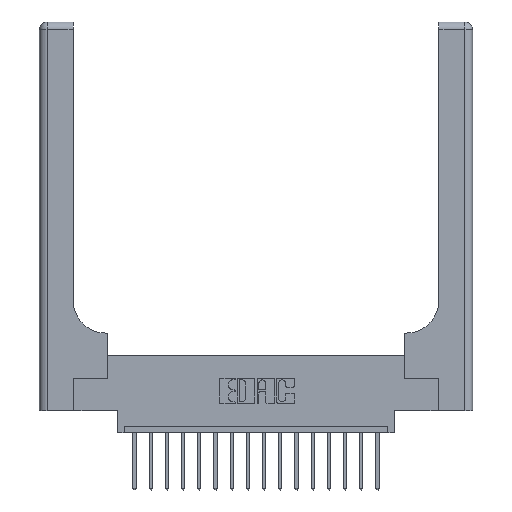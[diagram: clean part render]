
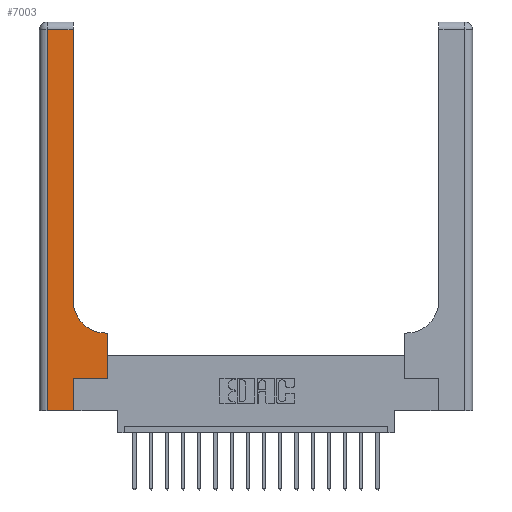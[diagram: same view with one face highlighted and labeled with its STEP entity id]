
A CAD part, top view. The second image highlights one B-rep face of the part: STEP entity #7003.
In plain terms, the highlighted planar face has unit normal (0, 0, 1).
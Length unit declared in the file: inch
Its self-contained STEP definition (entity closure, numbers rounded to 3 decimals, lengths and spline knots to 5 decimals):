
#116 = CARTESIAN_POINT ( 'NONE',  ( 0.06, 2.94, 0.37 ) ) ;
#341 = DIRECTION ( 'NONE',  ( 0., 0., -1. ) ) ;
#676 = CARTESIAN_POINT ( 'NONE',  ( 0.528, 0.25, 0.37 ) ) ;
#685 = ORIENTED_EDGE ( 'NONE', *, *, #18593, .T. ) ;
#1147 = AXIS2_PLACEMENT_3D ( 'NONE', #13431, #341, #10336 ) ;
#1164 = VERTEX_POINT ( 'NONE', #7900 ) ;
#1236 = DIRECTION ( 'NONE',  ( 0., 0., -1. ) ) ;
#2342 = EDGE_CURVE ( 'NONE', #13359, #5196, #19128, .T. ) ;
#2465 = DIRECTION ( 'NONE',  ( 1., 0., 0. ) ) ;
#3065 = VERTEX_POINT ( 'NONE', #7543 ) ;
#3257 = ORIENTED_EDGE ( 'NONE', *, *, #10496, .T. ) ;
#3506 = VECTOR ( 'NONE', #5567, 39.37008 ) ;
#3532 = VECTOR ( 'NONE', #14261, 39.37008 ) ;
#3895 = EDGE_CURVE ( 'NONE', #5196, #1164, #7013, .T. ) ;
#4321 = EDGE_CURVE ( 'NONE', #10540, #13779, #8350, .T. ) ;
#4490 = CARTESIAN_POINT ( 'NONE',  ( 0., 0., 0.37 ) ) ;
#4802 = ORIENTED_EDGE ( 'NONE', *, *, #5117, .T. ) ;
#5090 = VERTEX_POINT ( 'NONE', #116 ) ;
#5117 = EDGE_CURVE ( 'NONE', #1164, #5090, #14856, .T. ) ;
#5196 = VERTEX_POINT ( 'NONE', #15249 ) ;
#5198 = CARTESIAN_POINT ( 'NONE',  ( 0.51, 0.6, 0.37 ) ) ;
#5201 = ORIENTED_EDGE ( 'NONE', *, *, #6088, .T. ) ;
#5264 = CARTESIAN_POINT ( 'NONE',  ( 0.265, 0., 0.37 ) ) ;
#5567 = DIRECTION ( 'NONE',  ( 0., 1., 0. ) ) ;
#5647 = DIRECTION ( 'NONE',  ( 0., 1., 0. ) ) ;
#5740 = CARTESIAN_POINT ( 'NONE',  ( 0.528, 0.25, 0.37 ) ) ;
#5852 = CARTESIAN_POINT ( 'NONE',  ( 0., 2.94, 0.37 ) ) ;
#6088 = EDGE_CURVE ( 'NONE', #5090, #3065, #11286, .T. ) ;
#6239 = DIRECTION ( 'NONE',  ( 1., 0., 0. ) ) ;
#7003 = ADVANCED_FACE ( 'NONE', ( #11619 ), #18802, .F. ) ;
#7013 = LINE ( 'NONE', #13123, #3506 ) ;
#7543 = CARTESIAN_POINT ( 'NONE',  ( 0.06, 0., 0.37 ) ) ;
#7793 = CARTESIAN_POINT ( 'NONE',  ( 0.265, 0.25, 0.37 ) ) ;
#7900 = CARTESIAN_POINT ( 'NONE',  ( 0.26, 2.94, 0.37 ) ) ;
#8203 = VERTEX_POINT ( 'NONE', #676 ) ;
#8350 = LINE ( 'NONE', #5264, #3532 ) ;
#8661 = CARTESIAN_POINT ( 'NONE',  ( 0.265, 0., 0.37 ) ) ;
#8707 = DIRECTION ( 'NONE',  ( -1., 0., 0. ) ) ;
#8902 = ORIENTED_EDGE ( 'NONE', *, *, #9176, .T. ) ;
#9032 = EDGE_CURVE ( 'NONE', #12595, #13359, #19048, .T. ) ;
#9176 = EDGE_CURVE ( 'NONE', #3065, #10540, #14848, .T. ) ;
#10199 = AXIS2_PLACEMENT_3D ( 'NONE', #14698, #1236, #8707 ) ;
#10336 = DIRECTION ( 'NONE',  ( 1., 0., 0. ) ) ;
#10496 = EDGE_CURVE ( 'NONE', #13779, #8203, #17392, .T. ) ;
#10540 = VERTEX_POINT ( 'NONE', #8661 ) ;
#11007 = DIRECTION ( 'NONE',  ( 0., -1., 0. ) ) ;
#11160 = VECTOR ( 'NONE', #5647, 39.37008 ) ;
#11286 = LINE ( 'NONE', #18468, #15712 ) ;
#11619 = FACE_OUTER_BOUND ( 'NONE', #17715, .T. ) ;
#11669 = CARTESIAN_POINT ( 'NONE',  ( 0.265, 0.25, 0.37 ) ) ;
#11847 = ORIENTED_EDGE ( 'NONE', *, *, #3895, .T. ) ;
#12371 = VECTOR ( 'NONE', #14190, 39.37008 ) ;
#12595 = VERTEX_POINT ( 'NONE', #15961 ) ;
#12840 = CARTESIAN_POINT ( 'NONE',  ( 0.26, 0.6, 0.37 ) ) ;
#13028 = LINE ( 'NONE', #5740, #11160 ) ;
#13123 = CARTESIAN_POINT ( 'NONE',  ( 0.26, 3., 0.37 ) ) ;
#13173 = ORIENTED_EDGE ( 'NONE', *, *, #9032, .T. ) ;
#13359 = VERTEX_POINT ( 'NONE', #5198 ) ;
#13431 = CARTESIAN_POINT ( 'NONE',  ( 0.51, 0.85, 0.37 ) ) ;
#13560 = ORIENTED_EDGE ( 'NONE', *, *, #2342, .T. ) ;
#13603 = DIRECTION ( 'NONE',  ( -1., 0., 0. ) ) ;
#13779 = VERTEX_POINT ( 'NONE', #7793 ) ;
#14190 = DIRECTION ( 'NONE',  ( -1., 0., 0. ) ) ;
#14261 = DIRECTION ( 'NONE',  ( 0., 1., 0. ) ) ;
#14352 = VECTOR ( 'NONE', #2465, 39.37008 ) ;
#14698 = CARTESIAN_POINT ( 'NONE',  ( 0., 3., 0.37 ) ) ;
#14848 = LINE ( 'NONE', #4490, #18843 ) ;
#14856 = LINE ( 'NONE', #5852, #17111 ) ;
#15249 = CARTESIAN_POINT ( 'NONE',  ( 0.26, 0.85, 0.37 ) ) ;
#15712 = VECTOR ( 'NONE', #11007, 39.37008 ) ;
#15961 = CARTESIAN_POINT ( 'NONE',  ( 0.528, 0.6, 0.37 ) ) ;
#16713 = ORIENTED_EDGE ( 'NONE', *, *, #4321, .T. ) ;
#17111 = VECTOR ( 'NONE', #13603, 39.37008 ) ;
#17392 = LINE ( 'NONE', #11669, #14352 ) ;
#17715 = EDGE_LOOP ( 'NONE', ( #11847, #4802, #5201, #8902, #16713, #3257, #685, #13173, #13560 ) ) ;
#18468 = CARTESIAN_POINT ( 'NONE',  ( 0.06, 3., 0.37 ) ) ;
#18593 = EDGE_CURVE ( 'NONE', #8203, #12595, #13028, .T. ) ;
#18802 = PLANE ( 'NONE',  #10199 ) ;
#18843 = VECTOR ( 'NONE', #6239, 39.37008 ) ;
#19048 = LINE ( 'NONE', #12840, #12371 ) ;
#19128 = CIRCLE ( 'NONE', #1147, 0.25 ) ;
